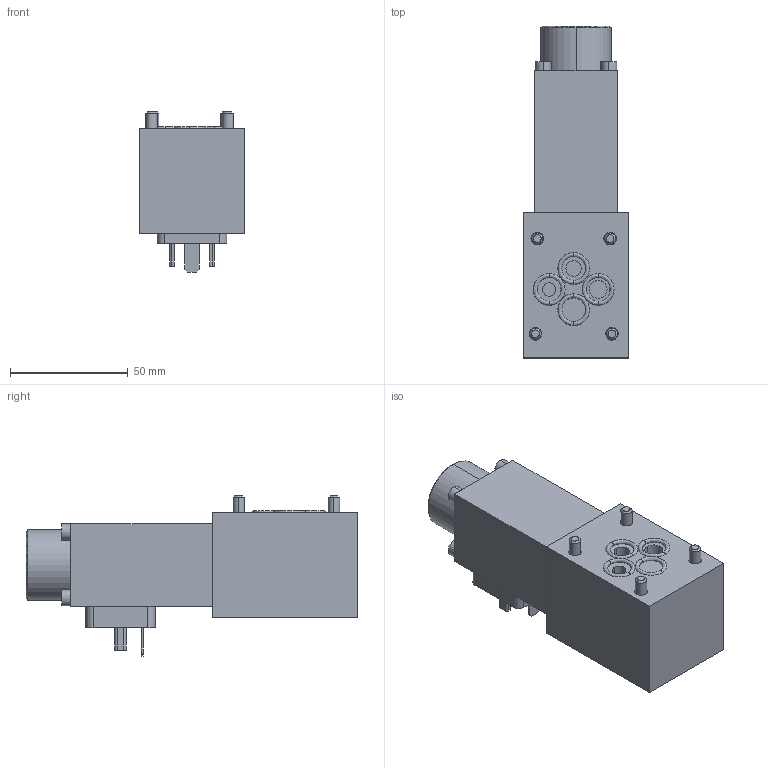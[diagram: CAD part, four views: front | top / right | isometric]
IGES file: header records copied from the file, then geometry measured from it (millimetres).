
Start section:  PTC IGES file: ilc71112254.igs
Global section: file name: ilc71112254.igs; native system: Creo Parametric by PTC Inc.; preprocessor: 2021164; author: Kroemer; organization: Unknown; date: 20250822.141818; units: inch
Bounding box: 44.7 x 141.1 x 68.07 mm (x, y, z)
Surface area: 35450.6 mm2 (no closed solid volume)
Topology: 0 solids, 0 shells, 234 faces, 1088 edges, 1086 vertices
Faces by surface type: bspline 130, revolution 104
